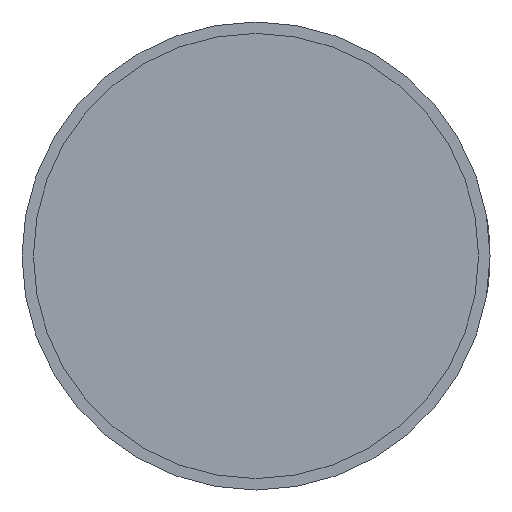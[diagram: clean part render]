
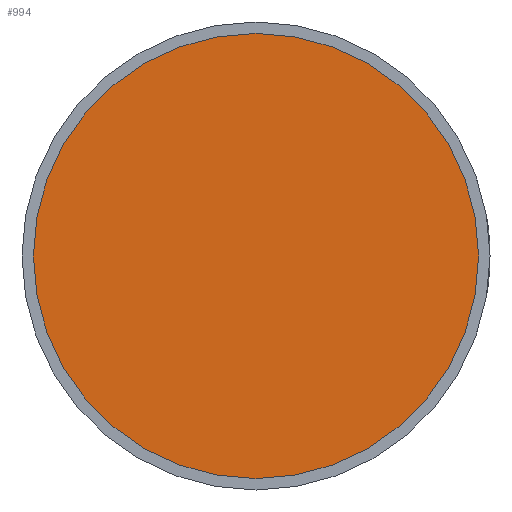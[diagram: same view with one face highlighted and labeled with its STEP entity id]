
A CAD part, front view. The second image highlights one B-rep face of the part: STEP entity #994.
In plain terms, the highlighted planar face has unit normal (0, -1, 0).
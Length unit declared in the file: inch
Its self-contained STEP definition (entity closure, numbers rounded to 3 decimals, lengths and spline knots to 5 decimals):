
#55 = DIRECTION ( 'NONE',  ( 0., 0., -1. ) ) ;
#166 = CIRCLE ( 'NONE', #258, 1.21701 ) ;
#187 = CARTESIAN_POINT ( 'NONE',  ( 0., -0.039, 0. ) ) ;
#258 = AXIS2_PLACEMENT_3D ( 'NONE', #187, #847, #270 ) ;
#270 = DIRECTION ( 'NONE',  ( 0., 0., -1. ) ) ;
#275 = CIRCLE ( 'NONE', #1138, 1.21701 ) ;
#307 = AXIS2_PLACEMENT_3D ( 'NONE', #1173, #609, #55 ) ;
#390 = EDGE_LOOP ( 'NONE', ( #1047, #1122 ) ) ;
#446 = CARTESIAN_POINT ( 'NONE',  ( 0., -0.039, 0. ) ) ;
#490 = EDGE_CURVE ( 'NONE', #637, #797, #166, .T. ) ;
#539 = DIRECTION ( 'NONE',  ( 0., 0., -1. ) ) ;
#547 = CARTESIAN_POINT ( 'NONE',  ( 0., -0.039, 1.21701 ) ) ;
#594 = CARTESIAN_POINT ( 'NONE',  ( 0., -0.039, -1.21701 ) ) ;
#609 = DIRECTION ( 'NONE',  ( 0., -1., 0. ) ) ;
#637 = VERTEX_POINT ( 'NONE', #594 ) ;
#797 = VERTEX_POINT ( 'NONE', #547 ) ;
#845 = FACE_OUTER_BOUND ( 'NONE', #390, .T. ) ;
#847 = DIRECTION ( 'NONE',  ( 0., -1., 0. ) ) ;
#994 = ADVANCED_FACE ( 'NONE', ( #845 ), #1086, .T. ) ;
#1047 = ORIENTED_EDGE ( 'NONE', *, *, #490, .T. ) ;
#1086 = PLANE ( 'NONE',  #307 ) ;
#1110 = DIRECTION ( 'NONE',  ( 0., -1., 0. ) ) ;
#1122 = ORIENTED_EDGE ( 'NONE', *, *, #1128, .T. ) ;
#1128 = EDGE_CURVE ( 'NONE', #797, #637, #275, .T. ) ;
#1138 = AXIS2_PLACEMENT_3D ( 'NONE', #446, #1110, #539 ) ;
#1173 = CARTESIAN_POINT ( 'NONE',  ( 0., -0.039, 0. ) ) ;
